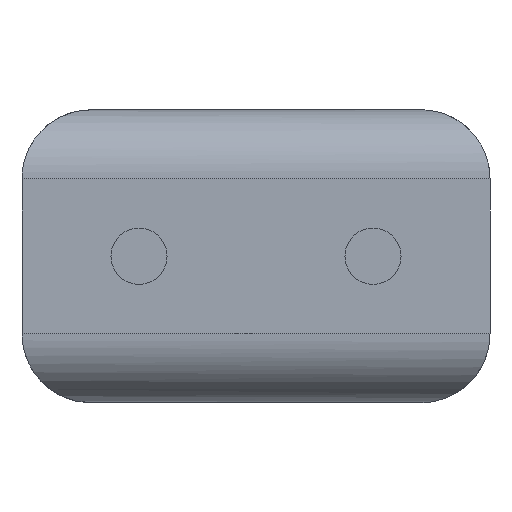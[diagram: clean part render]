
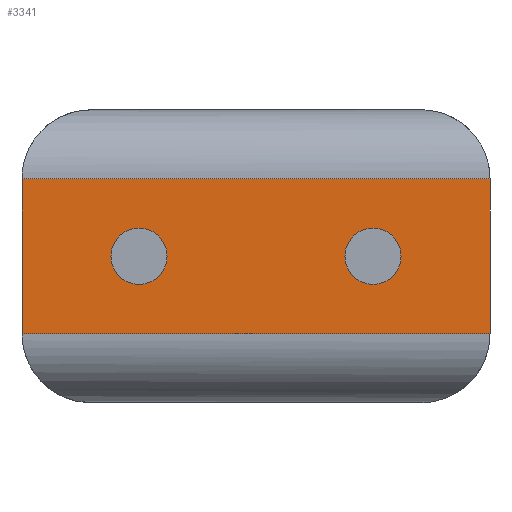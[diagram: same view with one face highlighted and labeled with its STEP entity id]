
A CAD part, front view. The second image highlights one B-rep face of the part: STEP entity #3341.
In plain terms, the highlighted planar face has unit normal (0, -1, 0).
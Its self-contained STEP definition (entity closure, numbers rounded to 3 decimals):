
#9 = DIRECTION ( 'NONE',  ( 0., 1., 0. ) ) ;
#25 = CARTESIAN_POINT ( 'NONE',  ( -0.965, 0., 1.59 ) ) ;
#179 = DIRECTION ( 'NONE',  ( 0., 1., 0. ) ) ;
#184 = VECTOR ( 'NONE', #1045, 1000. ) ;
#239 = FACE_BOUND ( 'NONE', #2266, .T. ) ;
#276 = ORIENTED_EDGE ( 'NONE', *, *, #2894, .F. ) ;
#548 = CARTESIAN_POINT ( 'NONE',  ( -1.27, 0., 1.59 ) ) ;
#659 = CARTESIAN_POINT ( 'NONE',  ( -5.08, 0., 2.43 ) ) ;
#702 = DIRECTION ( 'NONE',  ( -1., 0., 0. ) ) ;
#723 = VERTEX_POINT ( 'NONE', #2390 ) ;
#815 = FACE_OUTER_BOUND ( 'NONE', #2811, .T. ) ;
#842 = CARTESIAN_POINT ( 'NONE',  ( -1.27, 0., 1.59 ) ) ;
#846 = ORIENTED_EDGE ( 'NONE', *, *, #1008, .T. ) ;
#892 = CARTESIAN_POINT ( 'NONE',  ( -5.08, 0., 0.75 ) ) ;
#902 = VERTEX_POINT ( 'NONE', #3370 ) ;
#905 = EDGE_CURVE ( 'NONE', #2132, #2784, #1162, .T. ) ;
#964 = DIRECTION ( 'NONE',  ( 0., -1., 0. ) ) ;
#1008 = EDGE_CURVE ( 'NONE', #3634, #723, #1349, .T. ) ;
#1045 = DIRECTION ( 'NONE',  ( -1., 0., 0. ) ) ;
#1104 = LINE ( 'NONE', #1903, #2417 ) ;
#1162 = LINE ( 'NONE', #2192, #2638 ) ;
#1236 = EDGE_LOOP ( 'NONE', ( #1360, #276 ) ) ;
#1238 = EDGE_CURVE ( 'NONE', #902, #2132, #1842, .T. ) ;
#1289 = ORIENTED_EDGE ( 'NONE', *, *, #1837, .T. ) ;
#1294 = CARTESIAN_POINT ( 'NONE',  ( -3.81, 0., 1.59 ) ) ;
#1349 = CIRCLE ( 'NONE', #3133, 0.305 ) ;
#1360 = ORIENTED_EDGE ( 'NONE', *, *, #3274, .F. ) ;
#1393 = AXIS2_PLACEMENT_3D ( 'NONE', #842, #9, #1432 ) ;
#1432 = DIRECTION ( 'NONE',  ( -1., 0., 0. ) ) ;
#1438 = CARTESIAN_POINT ( 'NONE',  ( 0., 0., 0.75 ) ) ;
#1528 = AXIS2_PLACEMENT_3D ( 'NONE', #1294, #964, #702 ) ;
#1663 = AXIS2_PLACEMENT_3D ( 'NONE', #2762, #3339, #3623 ) ;
#1689 = CIRCLE ( 'NONE', #1393, 0.305 ) ;
#1719 = ORIENTED_EDGE ( 'NONE', *, *, #2287, .F. ) ;
#1837 = EDGE_CURVE ( 'NONE', #2784, #3187, #1104, .T. ) ;
#1842 = LINE ( 'NONE', #2456, #184 ) ;
#1903 = CARTESIAN_POINT ( 'NONE',  ( 0., 0., 0.75 ) ) ;
#1955 = VERTEX_POINT ( 'NONE', #3189 ) ;
#2067 = ORIENTED_EDGE ( 'NONE', *, *, #2561, .T. ) ;
#2132 = VERTEX_POINT ( 'NONE', #659 ) ;
#2192 = CARTESIAN_POINT ( 'NONE',  ( -5.08, 0., 3.18 ) ) ;
#2212 = DIRECTION ( 'NONE',  ( -1., 0., 0. ) ) ;
#2224 = CIRCLE ( 'NONE', #1528, 0.305 ) ;
#2266 = EDGE_LOOP ( 'NONE', ( #2067, #846 ) ) ;
#2287 = EDGE_CURVE ( 'NONE', #902, #3187, #3365, .T. ) ;
#2390 = CARTESIAN_POINT ( 'NONE',  ( -1.575, 0., 1.59 ) ) ;
#2417 = VECTOR ( 'NONE', #2799, 1000. ) ;
#2456 = CARTESIAN_POINT ( 'NONE',  ( 0., 0., 2.43 ) ) ;
#2561 = EDGE_CURVE ( 'NONE', #723, #3634, #1689, .T. ) ;
#2573 = AXIS2_PLACEMENT_3D ( 'NONE', #2843, #179, #2212 ) ;
#2578 = DIRECTION ( 'NONE',  ( 0., 1., 0. ) ) ;
#2602 = CARTESIAN_POINT ( 'NONE',  ( -3.505, 0., 1.59 ) ) ;
#2607 = ORIENTED_EDGE ( 'NONE', *, *, #905, .T. ) ;
#2638 = VECTOR ( 'NONE', #3045, 1000. ) ;
#2762 = CARTESIAN_POINT ( 'NONE',  ( -3.81, 0., 1.59 ) ) ;
#2784 = VERTEX_POINT ( 'NONE', #892 ) ;
#2799 = DIRECTION ( 'NONE',  ( 1., 0., 0. ) ) ;
#2808 = DIRECTION ( 'NONE',  ( 0., 0., -1. ) ) ;
#2811 = EDGE_LOOP ( 'NONE', ( #1719, #3570, #2607, #1289 ) ) ;
#2833 = DIRECTION ( 'NONE',  ( -1., 0., 0. ) ) ;
#2843 = CARTESIAN_POINT ( 'NONE',  ( 0., 0., 3.18 ) ) ;
#2894 = EDGE_CURVE ( 'NONE', #3089, #1955, #3572, .T. ) ;
#3045 = DIRECTION ( 'NONE',  ( 0., 0., -1. ) ) ;
#3089 = VERTEX_POINT ( 'NONE', #2602 ) ;
#3133 = AXIS2_PLACEMENT_3D ( 'NONE', #548, #2578, #2833 ) ;
#3184 = VECTOR ( 'NONE', #2808, 1000. ) ;
#3187 = VERTEX_POINT ( 'NONE', #1438 ) ;
#3189 = CARTESIAN_POINT ( 'NONE',  ( -4.115, 0., 1.59 ) ) ;
#3274 = EDGE_CURVE ( 'NONE', #1955, #3089, #2224, .T. ) ;
#3308 = FACE_BOUND ( 'NONE', #1236, .T. ) ;
#3339 = DIRECTION ( 'NONE',  ( 0., -1., 0. ) ) ;
#3341 = ADVANCED_FACE ( 'NONE', ( #239, #815, #3308 ), #3404, .F. ) ;
#3365 = LINE ( 'NONE', #3685, #3184 ) ;
#3370 = CARTESIAN_POINT ( 'NONE',  ( 0., 0., 2.43 ) ) ;
#3404 = PLANE ( 'NONE',  #2573 ) ;
#3570 = ORIENTED_EDGE ( 'NONE', *, *, #1238, .T. ) ;
#3572 = CIRCLE ( 'NONE', #1663, 0.305 ) ;
#3623 = DIRECTION ( 'NONE',  ( -1., 0., 0. ) ) ;
#3634 = VERTEX_POINT ( 'NONE', #25 ) ;
#3685 = CARTESIAN_POINT ( 'NONE',  ( 0., 0., 3.18 ) ) ;
